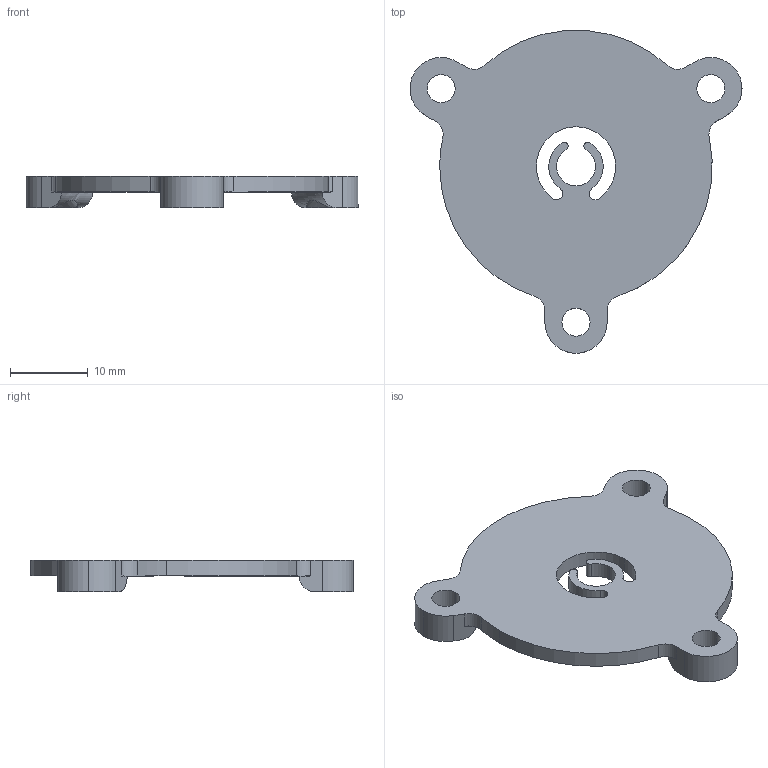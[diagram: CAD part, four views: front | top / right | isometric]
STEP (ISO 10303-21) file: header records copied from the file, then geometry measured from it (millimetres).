
FILE_DESCRIPTION (( 'STEP AP203' ), '1' );
FILE_NAME ('P22_Eye_White_Default.step', '2020-03-06T13:29:01', ( '' ), ( '' ), 'SwSTEP 2.0', 'SolidWorks 2018', '' );
FILE_SCHEMA (( 'CONFIG_CONTROL_DESIGN' ));
Length unit declared in the file: millimetre
Products named in the file (1): P22_Eye_White_Default
Bounding box: 42.64 x 41.44 x 4 mm (x, y, z)
Volume: 2195.6 mm3; surface area: 2669.3 mm2
Topology: 1 solids, 1 shells, 56 faces, 165 edges, 108 vertices
Faces by surface type: cylinder 36, plane 11, cone 6, torus 3
Entity records: 2153 total; most frequent: CARTESIAN_POINT 503, DIRECTION 356, ORIENTED_EDGE 330, EDGE_CURVE 165, AXIS2_PLACEMENT_3D 145, VERTEX_POINT 108, CIRCLE 88, VECTOR 66
